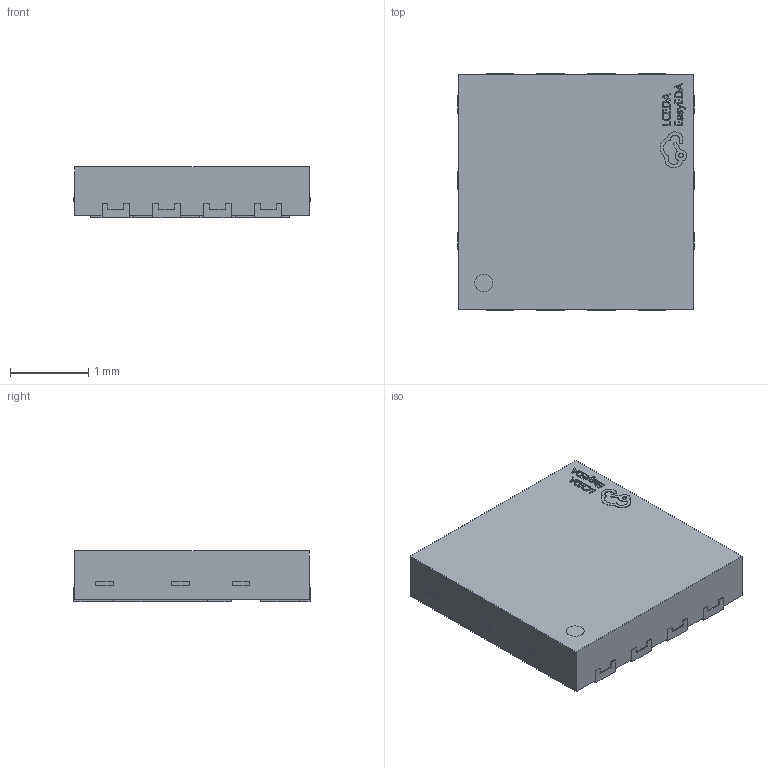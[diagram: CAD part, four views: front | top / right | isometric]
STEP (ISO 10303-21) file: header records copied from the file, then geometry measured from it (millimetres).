
FILE_DESCRIPTION (( 'STEP AP214' ), '1' );
FILE_NAME ('DFN-8_L3.0-W3.0-P0.65-BL-3.step', '2022-06-30T13:28:02', ( '' ), ( '' ), 'SwSTEP 2.0', 'SolidWorks 2020', '' );
FILE_SCHEMA (( 'AUTOMOTIVE_DESIGN' ));
Length unit declared in the file: millimetre
Products named in the file (1): DFN-8_L3.0-W3.0-P0.65-BL-3
Bounding box: 3.02 x 3.02 x 0.66 mm (x, y, z)
Volume: 5.7 mm3; surface area: 26.3 mm2
Topology: 1 solids, 1 shells, 415 faces, 1140 edges, 760 vertices
Faces by surface type: plane 301, bspline 112, cylinder 2
Entity records: 18809 total; most frequent: CARTESIAN_POINT 4420, ORIENTED_EDGE 2280, DIRECTION 1524, EDGE_CURVE 1140, VECTOR 908, LINE 908, VERTEX_POINT 760, EDGE_LOOP 448
